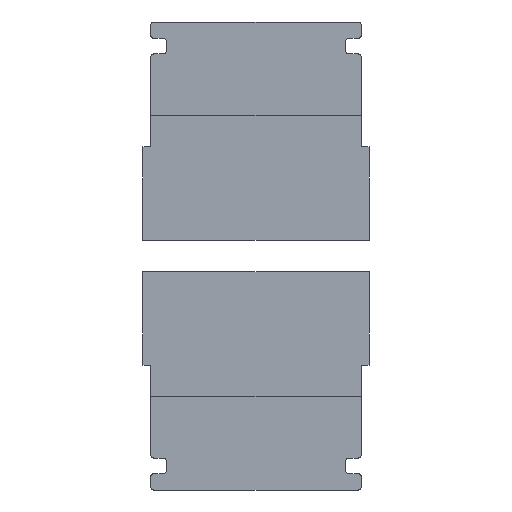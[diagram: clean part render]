
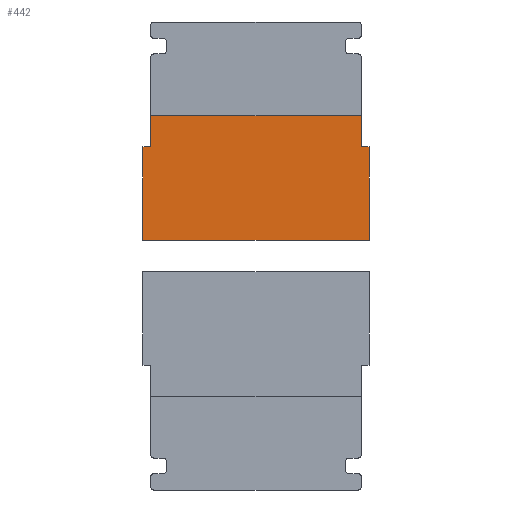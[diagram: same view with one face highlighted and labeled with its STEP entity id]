
A CAD part, front view. The second image highlights one B-rep face of the part: STEP entity #442.
In plain terms, the highlighted planar face has unit normal (0, -1, 0).
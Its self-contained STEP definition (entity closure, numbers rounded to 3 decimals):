
#442=ADVANCED_FACE('',(#1005),#1006,.T.);
#1005=FACE_OUTER_BOUND('',#1688,.T.);
#1006=PLANE('',#1689);
#1688=EDGE_LOOP('',(#3027,#3028,#3029,#3030,#3031,#3032,#3033,#3034));
#1689=AXIS2_PLACEMENT_3D('',#3035,#3036,#3037);
#3027=ORIENTED_EDGE('',*,*,#4674,.T.);
#3028=ORIENTED_EDGE('',*,*,#4639,.T.);
#3029=ORIENTED_EDGE('',*,*,#4686,.T.);
#3030=ORIENTED_EDGE('',*,*,#4687,.T.);
#3031=ORIENTED_EDGE('',*,*,#4688,.T.);
#3032=ORIENTED_EDGE('',*,*,#4689,.F.);
#3033=ORIENTED_EDGE('',*,*,#4690,.F.);
#3034=ORIENTED_EDGE('',*,*,#4683,.F.);
#3035=CARTESIAN_POINT('',(0.0,0.0,-13.0));
#3036=DIRECTION('',(0.0,-1.0,0.0));
#3037=DIRECTION('',(0.0,0.0,-1.0));
#4639=EDGE_CURVE('',#5710,#5708,#5711,.T.);
#4674=EDGE_CURVE('',#5758,#5710,#5759,.T.);
#4683=EDGE_CURVE('',#5758,#5772,#5773,.T.);
#4686=EDGE_CURVE('',#5708,#5776,#5777,.T.);
#4687=EDGE_CURVE('',#5776,#5778,#5779,.T.);
#4688=EDGE_CURVE('',#5778,#5780,#5781,.T.);
#4689=EDGE_CURVE('',#5782,#5780,#5783,.T.);
#4690=EDGE_CURVE('',#5772,#5782,#5784,.T.);
#5708=VERTEX_POINT('',#7289);
#5710=VERTEX_POINT('',#7292);
#5711=LINE('',#7293,#7294);
#5758=VERTEX_POINT('',#7359);
#5759=LINE('',#7360,#7361);
#5772=VERTEX_POINT('',#7380);
#5773=LINE('',#7381,#7382);
#5776=VERTEX_POINT('',#7386);
#5777=LINE('',#7387,#7388);
#5778=VERTEX_POINT('',#7389);
#5779=LINE('',#7390,#7391);
#5780=VERTEX_POINT('',#7392);
#5781=LINE('',#7393,#7394);
#5782=VERTEX_POINT('',#7395);
#5783=LINE('',#7396,#7397);
#5784=LINE('',#7398,#7399);
#7289=CARTESIAN_POINT('',(6.75,0.0,-6.0));
#7292=CARTESIAN_POINT('',(6.75,0.0,-8.0));
#7293=CARTESIAN_POINT('',(6.75,0.0,-9.063));
#7294=VECTOR('',#8728,1.0);
#7359=CARTESIAN_POINT('',(7.25,0.0,-8.0));
#7360=CARTESIAN_POINT('',(3.875,0.0,-8.0));
#7361=VECTOR('',#8762,1.0);
#7380=CARTESIAN_POINT('',(7.25,0.0,-14.0));
#7381=CARTESIAN_POINT('',(7.25,0.0,-10.0));
#7382=VECTOR('',#8769,1.0);
#7386=CARTESIAN_POINT('',(-6.75,0.0,-6.0));
#7387=CARTESIAN_POINT('',(0.0,0.0,-6.0));
#7388=VECTOR('',#8771,1.0);
#7389=CARTESIAN_POINT('',(-6.75,0.0,-8.0));
#7390=CARTESIAN_POINT('',(-6.75,0.0,-9.063));
#7391=VECTOR('',#8772,1.0);
#7392=CARTESIAN_POINT('',(-7.25,0.0,-8.0));
#7393=CARTESIAN_POINT('',(-3.875,0.0,-8.0));
#7394=VECTOR('',#8773,1.0);
#7395=CARTESIAN_POINT('',(-7.25,0.0,-14.0));
#7396=CARTESIAN_POINT('',(-7.25,0.0,-10.0));
#7397=VECTOR('',#8774,1.0);
#7398=CARTESIAN_POINT('',(0.0,0.0,-14.0));
#7399=VECTOR('',#8775,1.0);
#8728=DIRECTION('',(0.0,0.0,1.0));
#8762=DIRECTION('',(-1.0,0.0,0.));
#8769=DIRECTION('',(-0.0,-0.0,-1.0));
#8771=DIRECTION('',(-1.0,0.0,0.0));
#8772=DIRECTION('',(0.0,0.0,-1.0));
#8773=DIRECTION('',(-1.0,-0.0,-0.0));
#8774=DIRECTION('',(-0.0,0.0,1.0));
#8775=DIRECTION('',(-1.0,0.0,0.0));
